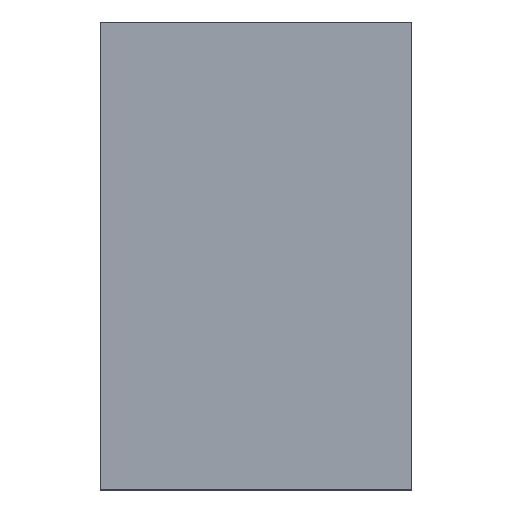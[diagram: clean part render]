
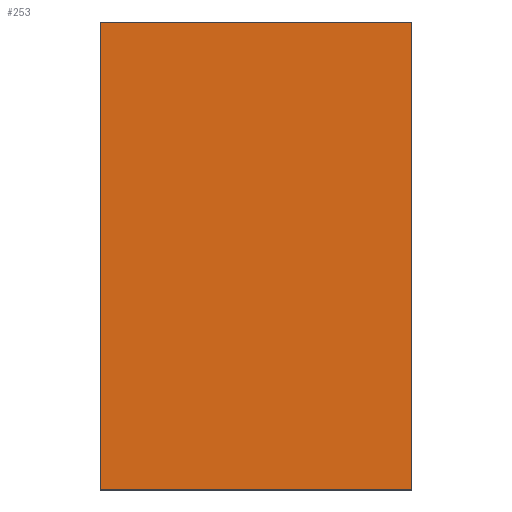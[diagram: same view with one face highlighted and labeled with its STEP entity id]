
A CAD part, top view. The second image highlights one B-rep face of the part: STEP entity #253.
In plain terms, the highlighted planar face has unit normal (0, 0, 1).
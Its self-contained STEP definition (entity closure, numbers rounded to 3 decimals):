
#145 = VECTOR ( 'NONE', #583, 1000. ) ;
#173 = VECTOR ( 'NONE', #1024, 1000. ) ;
#198 = CARTESIAN_POINT ( 'NONE',  ( 143.374, -268.712, 80. ) ) ;
#253 = ADVANCED_FACE ( 'NONE', ( #1572 ), #1367, .T. ) ;
#264 = CARTESIAN_POINT ( 'NONE',  ( -56.626, -268.712, 80. ) ) ;
#503 = EDGE_CURVE ( 'NONE', #1358, #845, #1465, .T. ) ;
#538 = CARTESIAN_POINT ( 'NONE',  ( -56.626, -268.712, 80. ) ) ;
#542 = DIRECTION ( 'NONE',  ( 1., 0., 0. ) ) ;
#583 = DIRECTION ( 'NONE',  ( 1., 0., 0. ) ) ;
#646 = DIRECTION ( 'NONE',  ( 0., 1., 0. ) ) ;
#652 = CARTESIAN_POINT ( 'NONE',  ( 143.374, 31.288, 80. ) ) ;
#667 = CARTESIAN_POINT ( 'NONE',  ( 143.374, 31.288, 80. ) ) ;
#670 = CARTESIAN_POINT ( 'NONE',  ( -56.626, 31.288, 80. ) ) ;
#704 = LINE ( 'NONE', #994, #173 ) ;
#708 = VECTOR ( 'NONE', #1211, 1000. ) ;
#810 = VERTEX_POINT ( 'NONE', #198 ) ;
#841 = CARTESIAN_POINT ( 'NONE',  ( 0., 0., 80. ) ) ;
#845 = VERTEX_POINT ( 'NONE', #264 ) ;
#872 = ORIENTED_EDGE ( 'NONE', *, *, #503, .T. ) ;
#883 = EDGE_CURVE ( 'NONE', #845, #810, #1589, .T. ) ;
#994 = CARTESIAN_POINT ( 'NONE',  ( -56.626, 31.288, 80. ) ) ;
#1023 = EDGE_CURVE ( 'NONE', #810, #1580, #1757, .T. ) ;
#1024 = DIRECTION ( 'NONE',  ( -1., 0., 0. ) ) ;
#1048 = ORIENTED_EDGE ( 'NONE', *, *, #1023, .T. ) ;
#1060 = VECTOR ( 'NONE', #646, 1000. ) ;
#1115 = EDGE_CURVE ( 'NONE', #1580, #1358, #704, .T. ) ;
#1120 = ORIENTED_EDGE ( 'NONE', *, *, #1115, .T. ) ;
#1137 = ORIENTED_EDGE ( 'NONE', *, *, #883, .T. ) ;
#1190 = EDGE_LOOP ( 'NONE', ( #872, #1137, #1048, #1120 ) ) ;
#1211 = DIRECTION ( 'NONE',  ( 0., -1., 0. ) ) ;
#1358 = VERTEX_POINT ( 'NONE', #1478 ) ;
#1367 = PLANE ( 'NONE',  #1650 ) ;
#1465 = LINE ( 'NONE', #670, #708 ) ;
#1478 = CARTESIAN_POINT ( 'NONE',  ( -56.626, 31.288, 80. ) ) ;
#1502 = DIRECTION ( 'NONE',  ( 0., 0., 1. ) ) ;
#1572 = FACE_OUTER_BOUND ( 'NONE', #1190, .T. ) ;
#1580 = VERTEX_POINT ( 'NONE', #667 ) ;
#1589 = LINE ( 'NONE', #538, #145 ) ;
#1650 = AXIS2_PLACEMENT_3D ( 'NONE', #841, #1502, #542 ) ;
#1757 = LINE ( 'NONE', #652, #1060 ) ;
